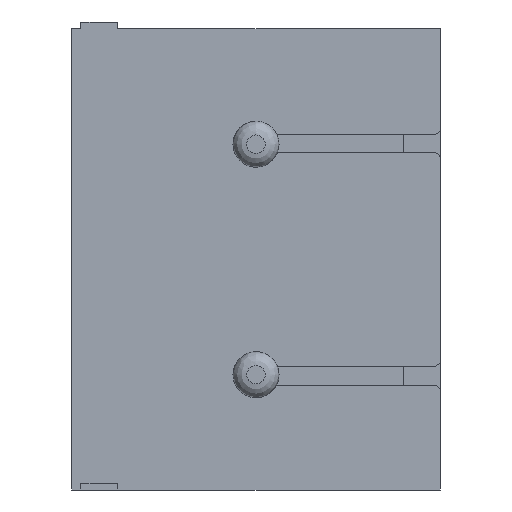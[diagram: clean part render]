
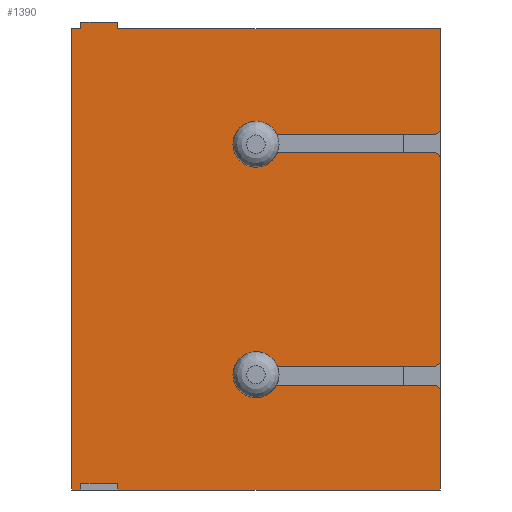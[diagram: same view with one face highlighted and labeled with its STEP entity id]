
A CAD part, front view. The second image highlights one B-rep face of the part: STEP entity #1390.
In plain terms, the highlighted planar face has unit normal (0, -1, 0).
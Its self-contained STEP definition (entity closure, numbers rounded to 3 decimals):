
#47=ELLIPSE('',#1501,0.15,0.15);
#61=PLANE('',#1503);
#130=FACE_OUTER_BOUND('',#211,.T.);
#211=EDGE_LOOP('',(#1045,#1046,#1047,#1048,#1049,#1050,#1051,#1052,#1053,
#1054,#1055,#1056,#1057,#1058,#1059,#1060,#1061,#1062,#1063,#1064,#1065,
#1066,#1067,#1068));
#286=LINE('',#2024,#431);
#290=LINE('',#2032,#435);
#298=LINE('',#2048,#443);
#315=LINE('',#2096,#460);
#318=LINE('',#2101,#463);
#319=LINE('',#2103,#464);
#325=LINE('',#2124,#470);
#326=LINE('',#2126,#471);
#327=LINE('',#2127,#472);
#328=LINE('',#2129,#473);
#329=LINE('',#2131,#474);
#330=LINE('',#2133,#475);
#331=LINE('',#2135,#476);
#332=LINE('',#2137,#477);
#333=LINE('',#2139,#478);
#334=LINE('',#2141,#479);
#335=LINE('',#2143,#480);
#336=LINE('',#2145,#481);
#337=LINE('',#2147,#482);
#338=LINE('',#2148,#483);
#431=VECTOR('',#1619,10.);
#435=VECTOR('',#1623,10.);
#443=VECTOR('',#1631,10.);
#460=VECTOR('',#1680,10.);
#463=VECTOR('',#1685,10.);
#464=VECTOR('',#1688,10.);
#470=VECTOR('',#1710,10.);
#471=VECTOR('',#1711,10.);
#472=VECTOR('',#1712,10.);
#473=VECTOR('',#1713,10.);
#474=VECTOR('',#1714,10.);
#475=VECTOR('',#1715,10.);
#476=VECTOR('',#1716,10.);
#477=VECTOR('',#1717,10.);
#478=VECTOR('',#1718,10.);
#479=VECTOR('',#1719,10.);
#480=VECTOR('',#1720,10.);
#481=VECTOR('',#1721,10.);
#482=VECTOR('',#1722,10.);
#483=VECTOR('',#1723,10.);
#570=CIRCLE('',#1474,0.15);
#572=CIRCLE('',#1479,0.15);
#578=CIRCLE('',#1497,0.15);
#617=VERTEX_POINT('',#2006);
#618=VERTEX_POINT('',#2007);
#624=VERTEX_POINT('',#2023);
#627=VERTEX_POINT('',#2029);
#628=VERTEX_POINT('',#2031);
#635=VERTEX_POINT('',#2045);
#636=VERTEX_POINT('',#2047);
#641=VERTEX_POINT('',#2059);
#651=VERTEX_POINT('',#2095);
#652=VERTEX_POINT('',#2099);
#653=VERTEX_POINT('',#2105);
#657=VERTEX_POINT('',#2117);
#659=VERTEX_POINT('',#2123);
#660=VERTEX_POINT('',#2125);
#661=VERTEX_POINT('',#2128);
#662=VERTEX_POINT('',#2130);
#663=VERTEX_POINT('',#2132);
#664=VERTEX_POINT('',#2134);
#665=VERTEX_POINT('',#2136);
#666=VERTEX_POINT('',#2138);
#667=VERTEX_POINT('',#2140);
#668=VERTEX_POINT('',#2142);
#669=VERTEX_POINT('',#2144);
#670=VERTEX_POINT('',#2146);
#754=EDGE_CURVE('',#617,#618,#570,.T.);
#762=EDGE_CURVE('',#624,#618,#286,.T.);
#766=EDGE_CURVE('',#628,#627,#290,.T.);
#774=EDGE_CURVE('',#636,#635,#298,.T.);
#780=EDGE_CURVE('',#636,#641,#572,.T.);
#797=EDGE_CURVE('',#651,#641,#315,.T.);
#800=EDGE_CURVE('',#617,#652,#318,.T.);
#801=EDGE_CURVE('',#652,#651,#319,.T.);
#802=EDGE_CURVE('',#628,#653,#578,.T.);
#808=EDGE_CURVE('',#657,#635,#47,.T.);
#811=EDGE_CURVE('',#657,#659,#325,.T.);
#812=EDGE_CURVE('',#659,#660,#326,.T.);
#813=EDGE_CURVE('',#660,#653,#327,.T.);
#814=EDGE_CURVE('',#661,#627,#328,.T.);
#815=EDGE_CURVE('',#662,#661,#329,.T.);
#816=EDGE_CURVE('',#663,#662,#330,.T.);
#817=EDGE_CURVE('',#663,#664,#331,.T.);
#818=EDGE_CURVE('',#665,#664,#332,.T.);
#819=EDGE_CURVE('',#666,#665,#333,.T.);
#820=EDGE_CURVE('',#666,#667,#334,.T.);
#821=EDGE_CURVE('',#667,#668,#335,.T.);
#822=EDGE_CURVE('',#668,#669,#336,.T.);
#823=EDGE_CURVE('',#669,#670,#337,.T.);
#824=EDGE_CURVE('',#670,#624,#338,.T.);
#1045=ORIENTED_EDGE('',*,*,#754,.F.);
#1046=ORIENTED_EDGE('',*,*,#800,.T.);
#1047=ORIENTED_EDGE('',*,*,#801,.T.);
#1048=ORIENTED_EDGE('',*,*,#797,.T.);
#1049=ORIENTED_EDGE('',*,*,#780,.F.);
#1050=ORIENTED_EDGE('',*,*,#774,.T.);
#1051=ORIENTED_EDGE('',*,*,#808,.F.);
#1052=ORIENTED_EDGE('',*,*,#811,.T.);
#1053=ORIENTED_EDGE('',*,*,#812,.T.);
#1054=ORIENTED_EDGE('',*,*,#813,.T.);
#1055=ORIENTED_EDGE('',*,*,#802,.F.);
#1056=ORIENTED_EDGE('',*,*,#766,.T.);
#1057=ORIENTED_EDGE('',*,*,#814,.F.);
#1058=ORIENTED_EDGE('',*,*,#815,.F.);
#1059=ORIENTED_EDGE('',*,*,#816,.F.);
#1060=ORIENTED_EDGE('',*,*,#817,.T.);
#1061=ORIENTED_EDGE('',*,*,#818,.F.);
#1062=ORIENTED_EDGE('',*,*,#819,.F.);
#1063=ORIENTED_EDGE('',*,*,#820,.T.);
#1064=ORIENTED_EDGE('',*,*,#821,.T.);
#1065=ORIENTED_EDGE('',*,*,#822,.T.);
#1066=ORIENTED_EDGE('',*,*,#823,.T.);
#1067=ORIENTED_EDGE('',*,*,#824,.T.);
#1068=ORIENTED_EDGE('',*,*,#762,.T.);
#1390=ADVANCED_FACE('',(#130),#61,.T.);
#1474=AXIS2_PLACEMENT_3D('',#2008,#1605,#1606);
#1479=AXIS2_PLACEMENT_3D('',#2060,#1639,#1640);
#1497=AXIS2_PLACEMENT_3D('',#2106,#1691,#1692);
#1501=AXIS2_PLACEMENT_3D('',#2118,#1703,#1704);
#1503=AXIS2_PLACEMENT_3D('',#2122,#1708,#1709);
#1605=DIRECTION('center_axis',(0.,1.,0.));
#1606=DIRECTION('ref_axis',(0.707,0.,0.707));
#1619=DIRECTION('',(0.,0.,1.));
#1623=DIRECTION('',(0.,0.,1.));
#1631=DIRECTION('',(0.,0.,1.));
#1639=DIRECTION('center_axis',(0.,1.,0.));
#1640=DIRECTION('ref_axis',(0.707,0.,-0.707));
#1680=DIRECTION('',(1.,0.,0.));
#1685=DIRECTION('',(-1.,0.,0.));
#1688=DIRECTION('',(0.,0.,1.));
#1691=DIRECTION('center_axis',(0.,1.,0.));
#1692=DIRECTION('ref_axis',(0.707,0.,-0.707));
#1703=DIRECTION('center_axis',(0.,1.,0.));
#1704=DIRECTION('ref_axis',(0.,0.,1.));
#1708=DIRECTION('center_axis',(0.,-1.,0.));
#1709=DIRECTION('ref_axis',(1.,0.,0.));
#1710=DIRECTION('',(-1.,0.,0.));
#1711=DIRECTION('',(0.,0.,1.));
#1712=DIRECTION('',(1.,0.,0.));
#1713=DIRECTION('',(1.,0.,0.));
#1714=DIRECTION('',(0.,0.,-1.));
#1715=DIRECTION('',(1.,0.,0.));
#1716=DIRECTION('',(0.,0.,-1.));
#1717=DIRECTION('',(1.,0.,0.));
#1718=DIRECTION('',(0.,0.,1.));
#1719=DIRECTION('',(1.,0.,0.));
#1720=DIRECTION('',(0.,0.,1.));
#1721=DIRECTION('',(1.,0.,0.));
#1722=DIRECTION('',(0.,0.,-1.));
#1723=DIRECTION('',(1.,0.,0.));
#2006=CARTESIAN_POINT('',(3.85,0.,2.277));
#2007=CARTESIAN_POINT('',(4.,0.,2.127));
#2008=CARTESIAN_POINT('Origin',(3.85,0.,2.127));
#2023=CARTESIAN_POINT('',(4.,0.,0.));
#2024=CARTESIAN_POINT('',(4.,0.,0.));
#2029=CARTESIAN_POINT('',(4.,0.,10.));
#2031=CARTESIAN_POINT('',(4.,0.,7.854));
#2032=CARTESIAN_POINT('',(4.,0.,0.));
#2045=CARTESIAN_POINT('',(4.,0.,7.175));
#2047=CARTESIAN_POINT('',(4.,0.,2.827));
#2048=CARTESIAN_POINT('',(4.,0.,0.));
#2059=CARTESIAN_POINT('',(3.85,0.,2.677));
#2060=CARTESIAN_POINT('Origin',(3.85,0.,2.827));
#2095=CARTESIAN_POINT('',(0.,0.,2.677));
#2096=CARTESIAN_POINT('',(0.,0.,2.677));
#2099=CARTESIAN_POINT('',(0.,0.,2.277));
#2101=CARTESIAN_POINT('',(0.,0.,2.277));
#2103=CARTESIAN_POINT('',(0.,0.,1.238));
#2105=CARTESIAN_POINT('',(3.85,0.,7.704));
#2106=CARTESIAN_POINT('Origin',(3.85,0.,7.854));
#2117=CARTESIAN_POINT('',(3.85,0.,7.325));
#2118=CARTESIAN_POINT('Origin',(3.85,0.,7.175));
#2122=CARTESIAN_POINT('Origin',(-4.,0.,0.));
#2123=CARTESIAN_POINT('',(0.,0.,7.325));
#2124=CARTESIAN_POINT('',(0.,0.,7.325));
#2125=CARTESIAN_POINT('',(0.,0.,7.704));
#2126=CARTESIAN_POINT('',(0.,0.,3.752));
#2127=CARTESIAN_POINT('',(0.,0.,7.704));
#2128=CARTESIAN_POINT('',(-3.,0.,10.));
#2129=CARTESIAN_POINT('',(-4.,0.,10.));
#2130=CARTESIAN_POINT('',(-3.,0.,10.15));
#2131=CARTESIAN_POINT('',(-3.,0.,10.075));
#2132=CARTESIAN_POINT('',(-3.8,0.,10.15));
#2133=CARTESIAN_POINT('',(-3.4,0.,10.15));
#2134=CARTESIAN_POINT('',(-3.8,0.,10.));
#2135=CARTESIAN_POINT('',(-3.8,0.,10.075));
#2136=CARTESIAN_POINT('',(-4.,0.,10.));
#2137=CARTESIAN_POINT('',(-4.,0.,10.));
#2138=CARTESIAN_POINT('',(-4.,0.,0.));
#2139=CARTESIAN_POINT('',(-4.,0.,0.));
#2140=CARTESIAN_POINT('',(-3.8,0.,0.));
#2141=CARTESIAN_POINT('',(-4.,0.,0.));
#2142=CARTESIAN_POINT('',(-3.8,0.,0.15));
#2143=CARTESIAN_POINT('',(-3.8,0.,0.038));
#2144=CARTESIAN_POINT('',(-3.,0.,0.15));
#2145=CARTESIAN_POINT('',(-3.7,0.,0.15));
#2146=CARTESIAN_POINT('',(-3.,0.,0.));
#2147=CARTESIAN_POINT('',(-3.,0.,0.038));
#2148=CARTESIAN_POINT('',(-4.,0.,0.));
